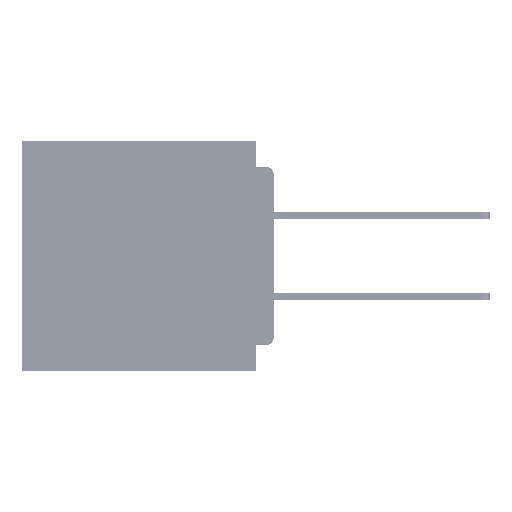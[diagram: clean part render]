
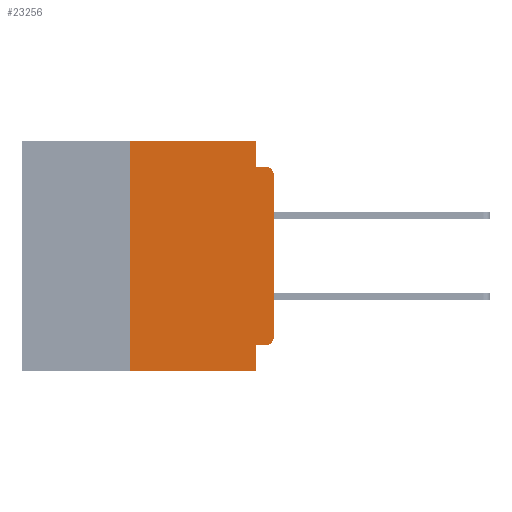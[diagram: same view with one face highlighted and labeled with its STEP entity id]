
A CAD part, left-side view. The second image highlights one B-rep face of the part: STEP entity #23256.
In plain terms, the highlighted planar face has unit normal (-1, 0, 0).
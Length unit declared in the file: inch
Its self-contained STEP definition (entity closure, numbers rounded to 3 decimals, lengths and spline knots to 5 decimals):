
#1078 = AXIS2_PLACEMENT_3D ( 'NONE', #63660, #30750, #69164 ) ;
#1676 = VECTOR ( 'NONE', #26829, 39.37008 ) ;
#1882 = DIRECTION ( 'NONE',  ( 0., 0., 1. ) ) ;
#3542 = VERTEX_POINT ( 'NONE', #10363 ) ;
#4915 = VECTOR ( 'NONE', #69000, 39.37008 ) ;
#5951 = CARTESIAN_POINT ( 'NONE',  ( 0., 0., -0.045 ) ) ;
#6196 = EDGE_CURVE ( 'NONE', #12585, #20732, #11320, .T. ) ;
#9835 = CIRCLE ( 'NONE', #19917, 0.015 ) ;
#10363 = CARTESIAN_POINT ( 'NONE',  ( 0., 0.015, -0.045 ) ) ;
#10642 = LINE ( 'NONE', #35083, #38348 ) ;
#11320 = LINE ( 'NONE', #12755, #40728 ) ;
#12585 = VERTEX_POINT ( 'NONE', #26352 ) ;
#12632 = EDGE_CURVE ( 'NONE', #44065, #14720, #60450, .T. ) ;
#12755 = CARTESIAN_POINT ( 'NONE',  ( 0., 0.25, -0.4 ) ) ;
#14447 = VERTEX_POINT ( 'NONE', #58803 ) ;
#14720 = VERTEX_POINT ( 'NONE', #50368 ) ;
#15082 = VERTEX_POINT ( 'NONE', #69906 ) ;
#16651 = FACE_OUTER_BOUND ( 'NONE', #46042, .T. ) ;
#19662 = LINE ( 'NONE', #58044, #4915 ) ;
#19917 = AXIS2_PLACEMENT_3D ( 'NONE', #65258, #32357, #70737 ) ;
#20732 = VERTEX_POINT ( 'NONE', #39427 ) ;
#21024 = DIRECTION ( 'NONE',  ( 1., 0., 0. ) ) ;
#23174 = ORIENTED_EDGE ( 'NONE', *, *, #49509, .F. ) ;
#23256 = ADVANCED_FACE ( 'NONE', ( #16651 ), #37457, .F. ) ;
#23562 = CARTESIAN_POINT ( 'NONE',  ( 0., 0.015, -0.355 ) ) ;
#23659 = DIRECTION ( 'NONE',  ( 0., 0., 1. ) ) ;
#24987 = EDGE_CURVE ( 'NONE', #12585, #47697, #51900, .T. ) ;
#25659 = ORIENTED_EDGE ( 'NONE', *, *, #12632, .F. ) ;
#26004 = CARTESIAN_POINT ( 'NONE',  ( 0., 0.031, 0. ) ) ;
#26352 = CARTESIAN_POINT ( 'NONE',  ( 0., 0.25, -0.4 ) ) ;
#26489 = DIRECTION ( 'NONE',  ( 0., -1., 0. ) ) ;
#26536 = EDGE_CURVE ( 'NONE', #20732, #58260, #32690, .T. ) ;
#26829 = DIRECTION ( 'NONE',  ( 0., 1., 0. ) ) ;
#27414 = ORIENTED_EDGE ( 'NONE', *, *, #54788, .T. ) ;
#29542 = DIRECTION ( 'NONE',  ( 0., 0., -1. ) ) ;
#30750 = DIRECTION ( 'NONE',  ( -1., 0., 0. ) ) ;
#32357 = DIRECTION ( 'NONE',  ( -1., 0., 0. ) ) ;
#32426 = EDGE_CURVE ( 'NONE', #14447, #3542, #69766, .T. ) ;
#32690 = LINE ( 'NONE', #70442, #60222 ) ;
#33290 = AXIS2_PLACEMENT_3D ( 'NONE', #70284, #21024, #59556 ) ;
#34074 = ORIENTED_EDGE ( 'NONE', *, *, #26536, .F. ) ;
#35083 = CARTESIAN_POINT ( 'NONE',  ( 0., 0., 0. ) ) ;
#35327 = VERTEX_POINT ( 'NONE', #42302 ) ;
#37457 = PLANE ( 'NONE',  #33290 ) ;
#37967 = CARTESIAN_POINT ( 'NONE',  ( 0., 0., -0.355 ) ) ;
#38348 = VECTOR ( 'NONE', #1882, 39.37008 ) ;
#39427 = CARTESIAN_POINT ( 'NONE',  ( 0., 0.25, 0. ) ) ;
#40617 = VECTOR ( 'NONE', #55706, 39.37008 ) ;
#40728 = VECTOR ( 'NONE', #23659, 39.37008 ) ;
#42302 = CARTESIAN_POINT ( 'NONE',  ( 0., 0., -0.34 ) ) ;
#44065 = VERTEX_POINT ( 'NONE', #23562 ) ;
#46042 = EDGE_LOOP ( 'NONE', ( #64631, #27414, #64724, #23174, #34074, #64514, #65261, #62105, #25659, #56442 ) ) ;
#47697 = VERTEX_POINT ( 'NONE', #55626 ) ;
#49509 = EDGE_CURVE ( 'NONE', #58260, #14447, #19662, .T. ) ;
#50161 = EDGE_CURVE ( 'NONE', #44065, #35327, #62611, .T. ) ;
#50183 = VECTOR ( 'NONE', #56080, 39.37008 ) ;
#50368 = CARTESIAN_POINT ( 'NONE',  ( 0., 0.031, -0.355 ) ) ;
#51900 = LINE ( 'NONE', #67049, #50183 ) ;
#54788 = EDGE_CURVE ( 'NONE', #15082, #3542, #9835, .T. ) ;
#55626 = CARTESIAN_POINT ( 'NONE',  ( 0., 0.031, -0.4 ) ) ;
#55706 = DIRECTION ( 'NONE',  ( 0., -1., 0. ) ) ;
#56080 = DIRECTION ( 'NONE',  ( 0., -1., 0. ) ) ;
#56442 = ORIENTED_EDGE ( 'NONE', *, *, #50161, .T. ) ;
#56579 = VECTOR ( 'NONE', #29542, 39.37008 ) ;
#58044 = CARTESIAN_POINT ( 'NONE',  ( 0., 0.031, 0. ) ) ;
#58260 = VERTEX_POINT ( 'NONE', #26004 ) ;
#58803 = CARTESIAN_POINT ( 'NONE',  ( 0., 0.031, -0.045 ) ) ;
#59556 = DIRECTION ( 'NONE',  ( 0., 0., -1. ) ) ;
#60222 = VECTOR ( 'NONE', #26489, 39.37008 ) ;
#60450 = LINE ( 'NONE', #37967, #1676 ) ;
#60805 = EDGE_CURVE ( 'NONE', #14720, #47697, #69397, .T. ) ;
#62105 = ORIENTED_EDGE ( 'NONE', *, *, #60805, .F. ) ;
#62511 = CARTESIAN_POINT ( 'NONE',  ( 0., 0.031, -0.4 ) ) ;
#62611 = CIRCLE ( 'NONE', #1078, 0.015 ) ;
#63660 = CARTESIAN_POINT ( 'NONE',  ( 0., 0.015, -0.34 ) ) ;
#64514 = ORIENTED_EDGE ( 'NONE', *, *, #6196, .F. ) ;
#64631 = ORIENTED_EDGE ( 'NONE', *, *, #70211, .T. ) ;
#64724 = ORIENTED_EDGE ( 'NONE', *, *, #32426, .F. ) ;
#65258 = CARTESIAN_POINT ( 'NONE',  ( 0., 0.015, -0.06 ) ) ;
#65261 = ORIENTED_EDGE ( 'NONE', *, *, #24987, .T. ) ;
#67049 = CARTESIAN_POINT ( 'NONE',  ( 0., 0.437, -0.4 ) ) ;
#69000 = DIRECTION ( 'NONE',  ( 0., 0., -1. ) ) ;
#69164 = DIRECTION ( 'NONE',  ( 0., 0., -1. ) ) ;
#69397 = LINE ( 'NONE', #62511, #56579 ) ;
#69766 = LINE ( 'NONE', #5951, #40617 ) ;
#69906 = CARTESIAN_POINT ( 'NONE',  ( 0., 0., -0.06 ) ) ;
#70211 = EDGE_CURVE ( 'NONE', #35327, #15082, #10642, .T. ) ;
#70284 = CARTESIAN_POINT ( 'NONE',  ( 0., 0.437, 0. ) ) ;
#70442 = CARTESIAN_POINT ( 'NONE',  ( 0., 0.437, 0. ) ) ;
#70737 = DIRECTION ( 'NONE',  ( 0., 0., -1. ) ) ;
